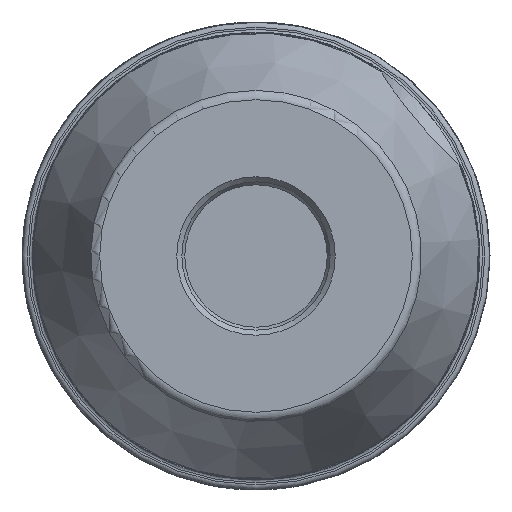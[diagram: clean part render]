
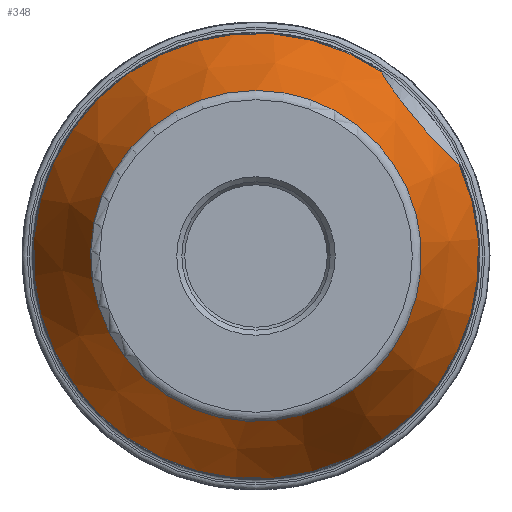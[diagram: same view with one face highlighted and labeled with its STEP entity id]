
A CAD part, left-side view. The second image highlights one B-rep face of the part: STEP entity #348.
In plain terms, the highlighted conical face has half-angle 25 degrees and reference radius 21.901 mm.
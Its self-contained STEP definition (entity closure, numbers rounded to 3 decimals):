
#71=CONICAL_SURFACE('',#1389,21.901,25.);
#157=B_SPLINE_CURVE_WITH_KNOTS('',3,(#2434,#2435,#2436,#2437,#2438,#2439),
 .UNSPECIFIED.,.F.,.F.,(4,2,4),(0.,0.5,1.),.UNSPECIFIED.);
#274=FACE_BOUND('',#512,.T.);
#275=FACE_BOUND('',#513,.T.);
#348=ADVANCED_FACE('',(#274,#275),#71,.T.);
#512=EDGE_LOOP('',(#726));
#513=EDGE_LOOP('',(#727,#728));
#726=ORIENTED_EDGE('',*,*,#1184,.T.);
#727=ORIENTED_EDGE('',*,*,#1182,.F.);
#728=ORIENTED_EDGE('',*,*,#1185,.T.);
#1028=VERTEX_POINT('',#2424);
#1029=VERTEX_POINT('',#2426);
#1030=VERTEX_POINT('',#2433);
#1182=EDGE_CURVE('',#1028,#1029,#1282,.T.);
#1184=EDGE_CURVE('',#1030,#1030,#1283,.T.);
#1185=EDGE_CURVE('',#1028,#1029,#157,.T.);
#1282=CIRCLE('',#1386,21.901);
#1283=CIRCLE('',#1388,16.269);
#1386=AXIS2_PLACEMENT_3D('',#2425,#1620,#1621);
#1388=AXIS2_PLACEMENT_3D('',#2432,#1624,#1625);
#1389=AXIS2_PLACEMENT_3D('',#2440,#1626,#1627);
#1620=DIRECTION('',(1.,0.,0.));
#1621=DIRECTION('',(0.,0.,1.));
#1624=DIRECTION('',(1.,0.,0.));
#1625=DIRECTION('',(0.,0.,1.));
#1626=DIRECTION('',(1.,0.,0.));
#1627=DIRECTION('',(0.,0.,-1.));
#2424=CARTESIAN_POINT('',(12.656,-19.956,9.023));
#2425=CARTESIAN_POINT('',(12.656,0.,0.));
#2426=CARTESIAN_POINT('',(12.656,-12.351,18.086));
#2432=CARTESIAN_POINT('',(0.577,0.,0.));
#2433=CARTESIAN_POINT('',(0.577,0.,16.269));
#2434=CARTESIAN_POINT('',(12.656,-19.956,9.023));
#2435=CARTESIAN_POINT('',(11.073,-18.708,9.992));
#2436=CARTESIAN_POINT('',(10.053,-17.27,11.602));
#2437=CARTESIAN_POINT('',(10.05,-14.43,14.986));
#2438=CARTESIAN_POINT('',(11.072,-13.089,16.688));
#2439=CARTESIAN_POINT('',(12.656,-12.351,18.086));
#2440=CARTESIAN_POINT('',(12.656,0.,0.));
